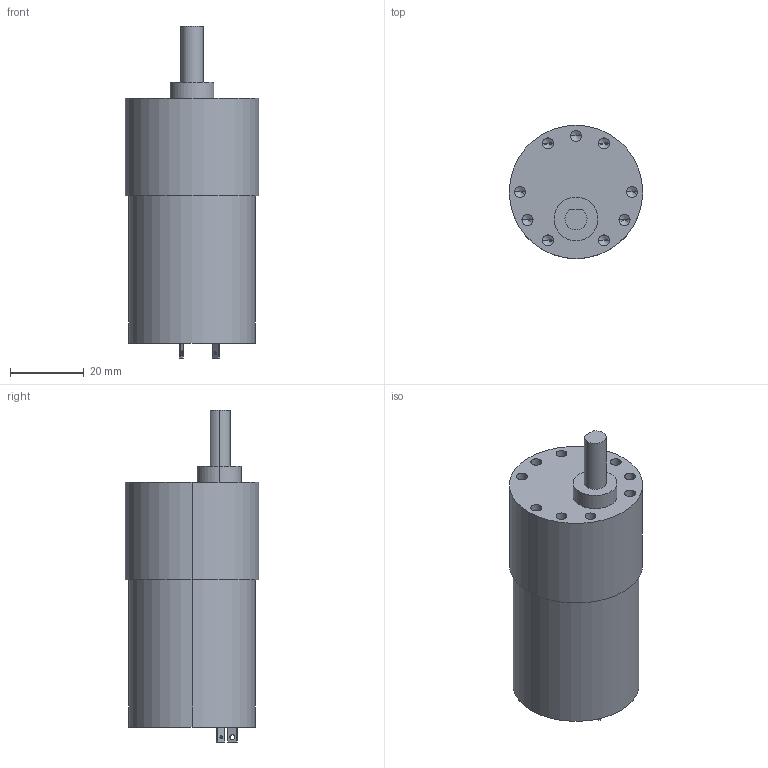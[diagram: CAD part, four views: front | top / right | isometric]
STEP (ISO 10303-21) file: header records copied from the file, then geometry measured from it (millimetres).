
FILE_DESCRIPTION (( 'STEP AP203' ), '1' );
FILE_NAME ('ROB-12115.STEP', '2014-12-04T01:22:11', ( '' ), ( '' ), 'SwSTEP 2.0', 'SolidWorks 2014', '' );
FILE_SCHEMA (( 'CONFIG_CONTROL_DESIGN' ));
Length unit declared in the file: inch
Products named in the file (1): ROB-12115
Bounding box: 36.32 x 36.32 x 90.35 mm (x, y, z)
Volume: 63927.7 mm3; surface area: 10912.1 mm2
Topology: 1 solids, 1 shells, 68 faces, 162 edges, 93 vertices
Faces by surface type: cylinder 33, cone 18, plane 17
Entity records: 1929 total; most frequent: DIRECTION 348, CARTESIAN_POINT 306, ORIENTED_EDGE 288, EDGE_CURVE 144, AXIS2_PLACEMENT_3D 135, VERTEX_POINT 93, EDGE_LOOP 87, VECTOR 78
